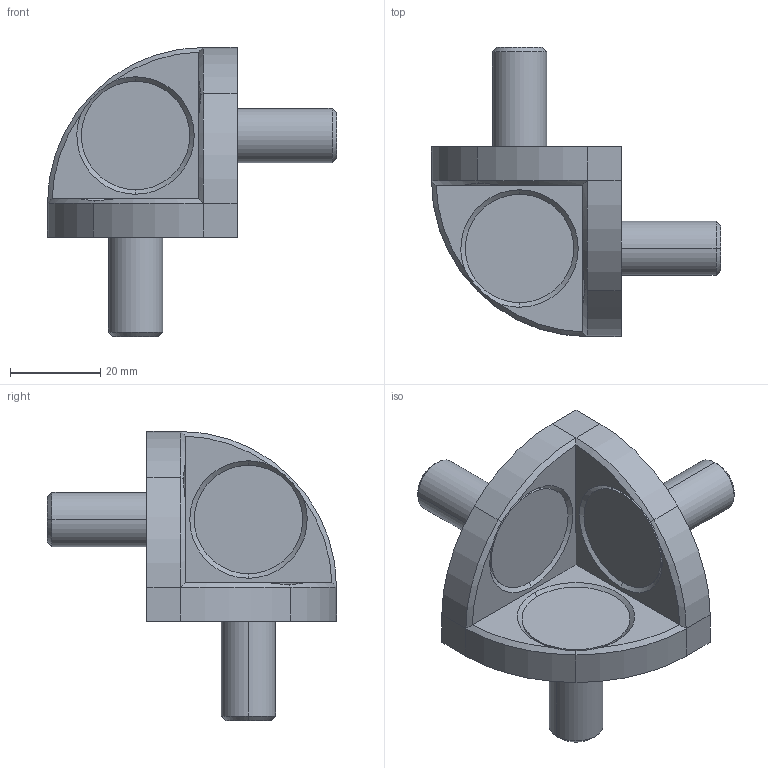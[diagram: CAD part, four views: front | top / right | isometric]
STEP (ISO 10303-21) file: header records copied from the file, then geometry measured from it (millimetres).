
FILE_DESCRIPTION(('STEP AP214'),'1');
FILE_NAME('cctmp_CB0AE48C-00FD-49BD-B31E-999533AE3A03_2020_1_10_9_37_15_949..stp','2020-01-10T08:37:16',('Bosch Rexroth AG'),('CADClick - www.CADClick.com'),'Spatial InterOp 3D',' ','unknown authorization - (Healing Option Enabled)');
FILE_SCHEMA(('AUTOMOTIVE_DESIGN'));
Length unit declared in the file: millimetre
Products named in the file (1): 2020_01_10__09-37-15-949
Bounding box: 64 x 64 x 64 mm (x, y, z)
Volume: 36349.4 mm3; surface area: 11698 mm2
Topology: 1 solids, 1 shells, 63 faces, 146 edges, 88 vertices
Faces by surface type: cylinder 24, cone 24, plane 15
Entity records: 2379 total; most frequent: CARTESIAN_POINT 374, DIRECTION 342, ORIENTED_EDGE 292, EDGE_CURVE 146, AXIS2_PLACEMENT_3D 141, VERTEX_POINT 88, CIRCLE 77, EDGE_LOOP 66
